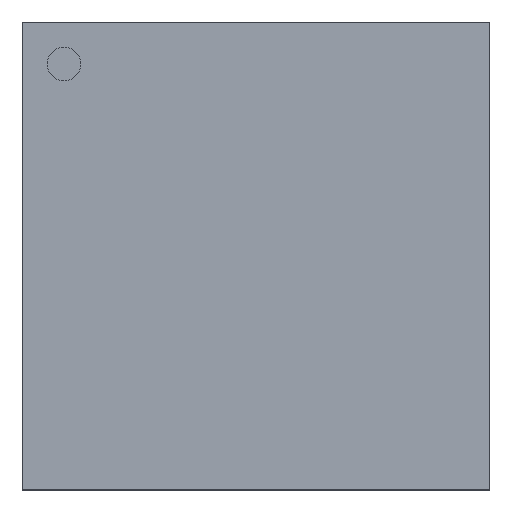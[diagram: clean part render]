
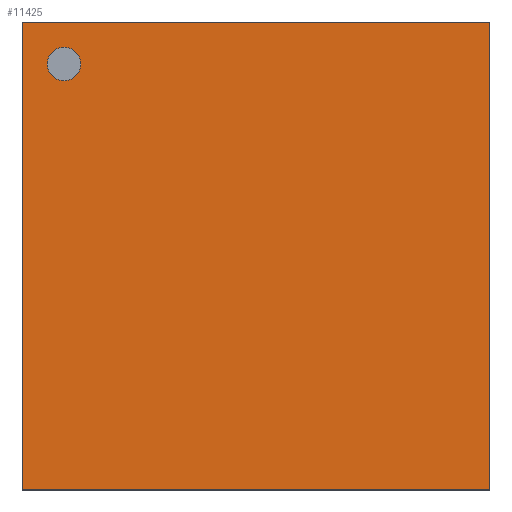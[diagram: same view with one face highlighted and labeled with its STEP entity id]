
A CAD part, top view. The second image highlights one B-rep face of the part: STEP entity #11425.
In plain terms, the highlighted free-form (B-spline) face has degree [1, 1] with [2, 2] control points.
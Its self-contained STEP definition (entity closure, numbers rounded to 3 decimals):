
#11311=CARTESIAN_POINT('',(-4.975,4.575,1.05));
#11312=VERTEX_POINT('',#11311);
#11321=CARTESIAN_POINT('',(-4.175,4.575,1.05));
#11322=VERTEX_POINT('',#11321);
#11323=CARTESIAN_POINT('',(-4.575,4.575,1.05));
#11324=DIRECTION('',(0.0,0.0,-1.0));
#11325=DIRECTION('',(-1.0,0.0,0.0));
#11326=AXIS2_PLACEMENT_3D('',#11323,#11324,#11325);
#11327=CIRCLE('',#11326,0.4);
#11328=EDGE_CURVE('',#11322,#11312,#11327,.T.);
#11362=CARTESIAN_POINT('',(-4.575,4.575,1.05));
#11363=DIRECTION('',(0.0,0.0,-1.0));
#11364=DIRECTION('',(-1.0,0.0,0.0));
#11365=AXIS2_PLACEMENT_3D('',#11362,#11363,#11364);
#11366=CIRCLE('',#11365,0.4);
#11367=EDGE_CURVE('',#11312,#11322,#11366,.T.);
#11382=CARTESIAN_POINT('',(-5.575,-5.575,1.05));
#11383=CARTESIAN_POINT('',(5.575,-5.575,1.05));
#11384=CARTESIAN_POINT('',(-5.575,5.575,1.05));
#11385=CARTESIAN_POINT('',(5.575,5.575,1.05));
#11386=B_SPLINE_SURFACE_WITH_KNOTS('',1,1,((#11382,#11384),(#11383,#11385)),.UNSPECIFIED.,.F.,.F.,.U.,(2,2),(2,2),(0.0,11.15),(0.0,11.15),.UNSPECIFIED.);
#11387=CARTESIAN_POINT('',(5.575,5.575,1.05));
#11388=VERTEX_POINT('',#11387);
#11389=CARTESIAN_POINT('',(5.575,-5.575,1.05));
#11390=VERTEX_POINT('',#11389);
#11391=CARTESIAN_POINT('',(5.575,5.575,1.05));
#11392=DIRECTION('',(0.0,-1.0,0.0));
#11393=VECTOR('',#11392,11.15);
#11394=LINE('',#11391,#11393);
#11395=EDGE_CURVE('',#11388,#11390,#11394,.T.);
#11396=ORIENTED_EDGE('',*,*,#11395,.F.);
#11397=CARTESIAN_POINT('',(-5.575,5.575,1.05));
#11398=VERTEX_POINT('',#11397);
#11399=CARTESIAN_POINT('',(-5.575,5.575,1.05));
#11400=DIRECTION('',(1.0,0.0,0.0));
#11401=VECTOR('',#11400,11.15);
#11402=LINE('',#11399,#11401);
#11403=EDGE_CURVE('',#11398,#11388,#11402,.T.);
#11404=ORIENTED_EDGE('',*,*,#11403,.F.);
#11405=CARTESIAN_POINT('',(-5.575,-5.575,1.05));
#11406=VERTEX_POINT('',#11405);
#11407=CARTESIAN_POINT('',(-5.575,-5.575,1.05));
#11408=DIRECTION('',(0.0,1.0,0.0));
#11409=VECTOR('',#11408,11.15);
#11410=LINE('',#11407,#11409);
#11411=EDGE_CURVE('',#11406,#11398,#11410,.T.);
#11412=ORIENTED_EDGE('',*,*,#11411,.F.);
#11413=CARTESIAN_POINT('',(5.575,-5.575,1.05));
#11414=DIRECTION('',(-1.0,0.0,0.0));
#11415=VECTOR('',#11414,11.15);
#11416=LINE('',#11413,#11415);
#11417=EDGE_CURVE('',#11390,#11406,#11416,.T.);
#11418=ORIENTED_EDGE('',*,*,#11417,.F.);
#11419=EDGE_LOOP('',(#11396,#11404,#11412,#11418));
#11420=FACE_OUTER_BOUND('',#11419,.T.);
#11421=ORIENTED_EDGE('',*,*,#11328,.T.);
#11422=ORIENTED_EDGE('',*,*,#11367,.T.);
#11423=EDGE_LOOP('',(#11421,#11422));
#11424=FACE_BOUND('',#11423,.T.);
#11425=ADVANCED_FACE('',(#11420,#11424),#11386,.T.);
